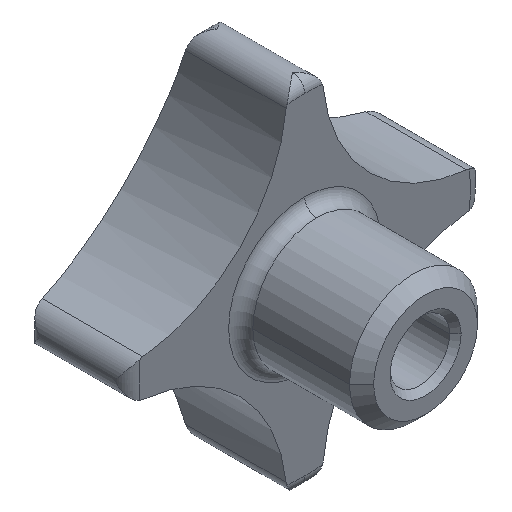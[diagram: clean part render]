
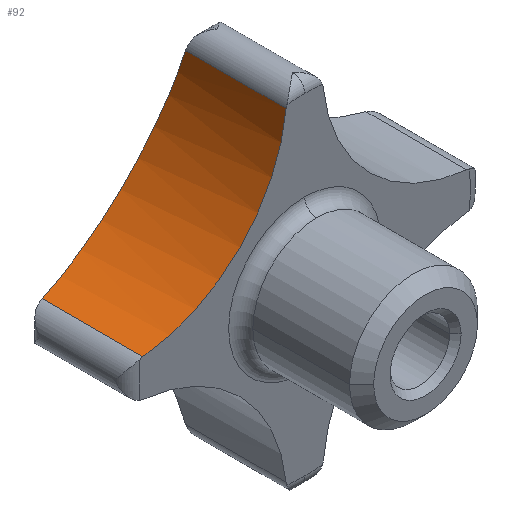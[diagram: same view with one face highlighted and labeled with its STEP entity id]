
A CAD part, isometric view. The second image highlights one B-rep face of the part: STEP entity #92.
In plain terms, the highlighted cylindrical face has radius 22.5 mm (diameter 45 mm), a partial arc.
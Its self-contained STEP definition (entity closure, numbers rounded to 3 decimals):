
#92 = ADVANCED_FACE( '', ( #145 ), #146, .F. );
#145 = FACE_OUTER_BOUND( '', #217, .T. );
#146 = CYLINDRICAL_SURFACE( '', #218, 22.5 );
#217 = EDGE_LOOP( '', ( #382, #383, #384, #385 ) );
#218 = AXIS2_PLACEMENT_3D( '', #386, #387, #388 );
#382 = ORIENTED_EDGE( '', *, *, #608, .F. );
#383 = ORIENTED_EDGE( '', *, *, #607, .F. );
#384 = ORIENTED_EDGE( '', *, *, #609, .F. );
#385 = ORIENTED_EDGE( '', *, *, #610, .T. );
#386 = CARTESIAN_POINT( '', ( -25., 0., 25. ) );
#387 = DIRECTION( '', ( 0., -1., 0. ) );
#388 = DIRECTION( '', ( 0.099, 0., -0.995 ) );
#607 = EDGE_CURVE( '', #751, #735, #753, .T. );
#608 = EDGE_CURVE( '', #735, #754, #755, .T. );
#609 = EDGE_CURVE( '', #756, #751, #757, .T. );
#610 = EDGE_CURVE( '', #756, #754, #758, .T. );
#735 = VERTEX_POINT( '', #1062 );
#751 = VERTEX_POINT( '', #1135 );
#753 = LINE( '', #1137, #1138 );
#754 = VERTEX_POINT( '', #1139 );
#755 = B_SPLINE_CURVE_WITH_KNOTS( '', 3, ( #1140, #1141, #1142, #1143, #1144, #1145, #1146, #1147, #1148, #1149, #1150, #1151, #1152, #1153, #1154, #1155, #1156, #1157, #1158, #1159, #1160, #1161, #1162, #1163, #1164, #1165, #1166, #1167, #1168, #1169 ), .UNSPECIFIED., .F., .F., ( 4, 2, 2, 2, 2, 2, 2, 2, 2, 2, 2, 2, 2, 2, 4 ), ( 0., 2.136, 4.272, 6.408, 8.545, 10.681, 12.817, 14.953, 17.089, 19.259, 21.428, 23.598, 25.767, 27.937, 29.935 ), .UNSPECIFIED. );
#756 = VERTEX_POINT( '', #1170 );
#757 = CIRCLE( '', #1171, 22.5 );
#758 = LINE( '', #1172, #1173 );
#1062 = CARTESIAN_POINT( '', ( -22.769, 31.151, 2.611 ) );
#1135 = CARTESIAN_POINT( '', ( -22.769, 17., 2.611 ) );
#1137 = CARTESIAN_POINT( '', ( -22.769, 0., 2.611 ) );
#1138 = VECTOR( '', #1406, 1. );
#1139 = CARTESIAN_POINT( '', ( -2.611, 31.151, 22.769 ) );
#1140 = CARTESIAN_POINT( '', ( -22.769, 31.151, 2.611 ) );
#1141 = CARTESIAN_POINT( '', ( -22.081, 31.322, 2.679 ) );
#1142 = CARTESIAN_POINT( '', ( -21.382, 31.486, 2.781 ) );
#1143 = CARTESIAN_POINT( '', ( -19.977, 31.796, 3.056 ) );
#1144 = CARTESIAN_POINT( '', ( -19.27, 31.941, 3.229 ) );
#1145 = CARTESIAN_POINT( '', ( -17.865, 32.21, 3.649 ) );
#1146 = CARTESIAN_POINT( '', ( -17.166, 32.333, 3.895 ) );
#1147 = CARTESIAN_POINT( '', ( -15.789, 32.554, 4.458 ) );
#1148 = CARTESIAN_POINT( '', ( -15.111, 32.652, 4.776 ) );
#1149 = CARTESIAN_POINT( '', ( -13.788, 32.82, 5.478 ) );
#1150 = CARTESIAN_POINT( '', ( -13.143, 32.89, 5.863 ) );
#1151 = CARTESIAN_POINT( '', ( -11.897, 33.002, 6.694 ) );
#1152 = CARTESIAN_POINT( '', ( -11.295, 33.044, 7.14 ) );
#1153 = CARTESIAN_POINT( '', ( -10.147, 33.1, 8.083 ) );
#1154 = CARTESIAN_POINT( '', ( -9.599, 33.113, 8.58 ) );
#1155 = CARTESIAN_POINT( '', ( -8.566, 33.113, 9.615 ) );
#1156 = CARTESIAN_POINT( '', ( -8.08, 33.099, 10.152 ) );
#1157 = CARTESIAN_POINT( '', ( -7.169, 33.046, 11.259 ) );
#1158 = CARTESIAN_POINT( '', ( -6.73, 33.006, 11.847 ) );
#1159 = CARTESIAN_POINT( '', ( -5.905, 32.897, 13.077 ) );
#1160 = CARTESIAN_POINT( '', ( -5.519, 32.828, 13.717 ) );
#1161 = CARTESIAN_POINT( '', ( -4.81, 32.662, 15.041 ) );
#1162 = CARTESIAN_POINT( '', ( -4.487, 32.564, 15.723 ) );
#1163 = CARTESIAN_POINT( '', ( -3.912, 32.341, 17.119 ) );
#1164 = CARTESIAN_POINT( '', ( -3.659, 32.216, 17.832 ) );
#1165 = CARTESIAN_POINT( '', ( -3.227, 31.94, 19.275 ) );
#1166 = CARTESIAN_POINT( '', ( -3.048, 31.79, 20.006 ) );
#1167 = CARTESIAN_POINT( '', ( -2.777, 31.478, 21.416 ) );
#1168 = CARTESIAN_POINT( '', ( -2.678, 31.319, 22.094 ) );
#1169 = CARTESIAN_POINT( '', ( -2.611, 31.151, 22.769 ) );
#1170 = CARTESIAN_POINT( '', ( -2.611, 17., 22.769 ) );
#1171 = AXIS2_PLACEMENT_3D( '', #1407, #1408, #1409 );
#1172 = CARTESIAN_POINT( '', ( -2.611, 0., 22.769 ) );
#1173 = VECTOR( '', #1410, 1. );
#1406 = DIRECTION( '', ( 0., 1., 0. ) );
#1407 = CARTESIAN_POINT( '', ( -25., 17., 25. ) );
#1408 = DIRECTION( '', ( 0., 1., 0. ) );
#1409 = DIRECTION( '', ( 0.099, 0., -0.995 ) );
#1410 = DIRECTION( '', ( 0., 1., 0. ) );
